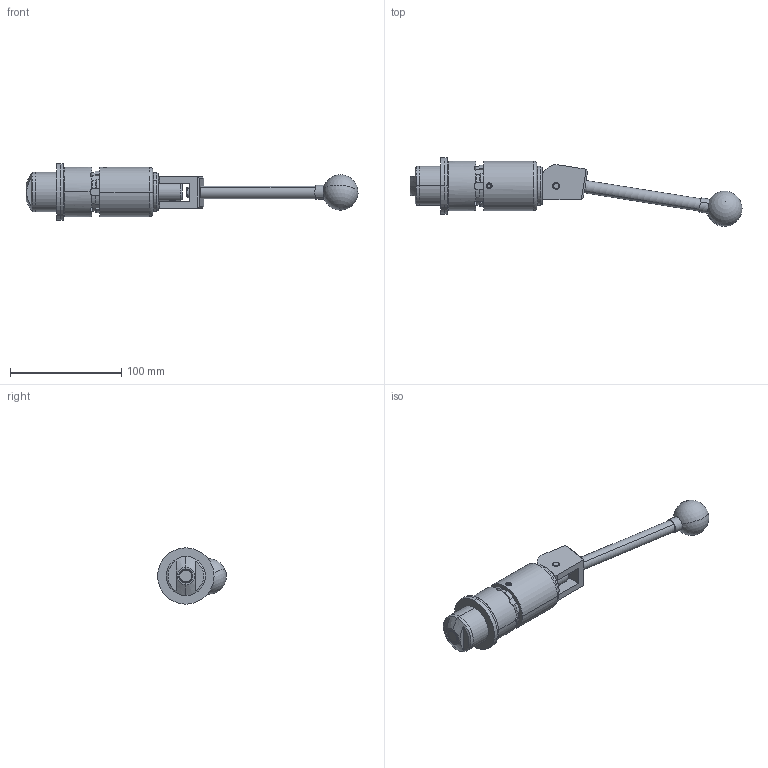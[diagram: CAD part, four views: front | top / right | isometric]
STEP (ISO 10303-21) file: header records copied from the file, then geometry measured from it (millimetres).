
FILE_DESCRIPTION (( 'STEP AP214' ), '1' );
FILE_NAME ('CTSC-003896.STEP', '2025-06-26T15:43:14', ( '' ), ( '' ), 'SwSTEP 2.0', 'SolidWorks 2023', '' );
FILE_SCHEMA (( 'AUTOMOTIVE_DESIGN' ));
Length unit declared in the file: inch
Products named in the file (1): CTSC-003896
Bounding box: 298.92 x 61.87 x 50.8 mm (x, y, z)
Volume: 212053.2 mm3; surface area: 50944.1 mm2
Topology: 9 solids, 9 shells, 271 faces, 676 edges, 433 vertices
Faces by surface type: cylinder 113, plane 101, cone 44, torus 8, bspline 3, sphere 2
Entity records: 12884 total; most frequent: CARTESIAN_POINT 2937, DIRECTION 1357, ORIENTED_EDGE 1338, EDGE_CURVE 669, AXIS2_PLACEMENT_3D 521, VERTEX_POINT 430, LINE 315, VECTOR 315
